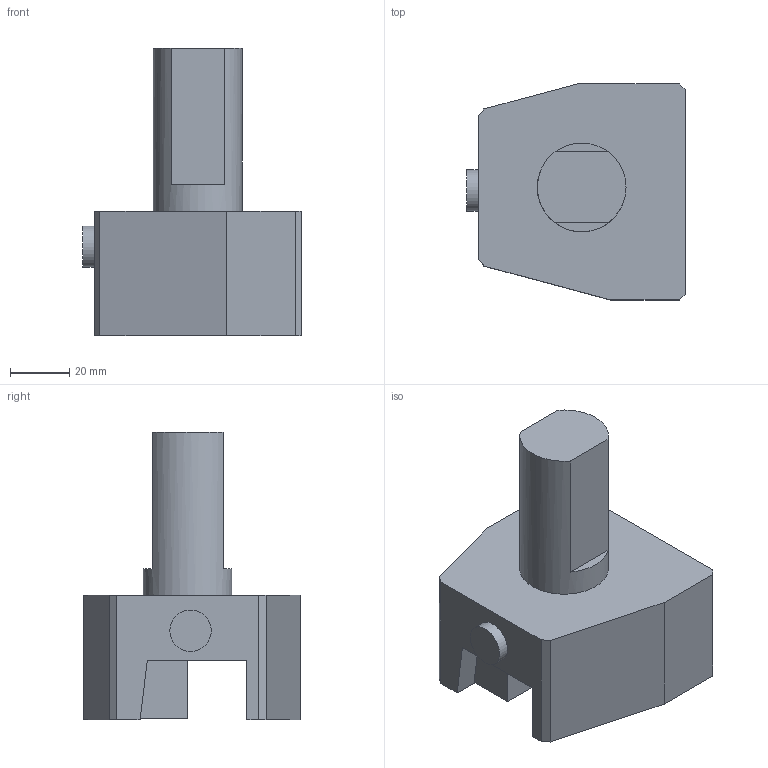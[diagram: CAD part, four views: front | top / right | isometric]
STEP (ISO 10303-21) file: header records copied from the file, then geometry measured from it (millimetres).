
FILE_DESCRIPTION(/* description */ (''),/* implementation_level */ '2;1');
FILE_NAME(/* name */ '1548325357421.stp',/* time_stamp */ '2019-01-24T15:52:55+05:00',/* author */ (''),/* organization */ ('SMS'),/* preprocessor_version */ 'ST-DEVELOPER v15',/* originating_system */ 'SIEMENS PLM Software NX 8.5',/* authorisation */ '');
FILE_SCHEMA (('AUTOMOTIVE_DESIGN { 1 0 10303 214 3 1 1 1 }'));
Length unit declared in the file: millimetre
Products named in the file (1): 200833921mod000_02
Bounding box: 73.85 x 73 x 97 mm (x, y, z)
Volume: 199650.5 mm3; surface area: 27631.5 mm2
Topology: 1 solids, 1 shells, 36 faces, 96 edges, 67 vertices
Faces by surface type: plane 34, cylinder 2
Full cylindrical faces by diameter (mm): 14 x1, 30 x1
Entity records: 1157 total; most frequent: CARTESIAN_POINT 199, ORIENTED_EDGE 186, DIRECTION 180, EDGE_CURVE 93, LINE 86, VECTOR 86, VERTEX_POINT 63, AXIS2_PLACEMENT_3D 47
